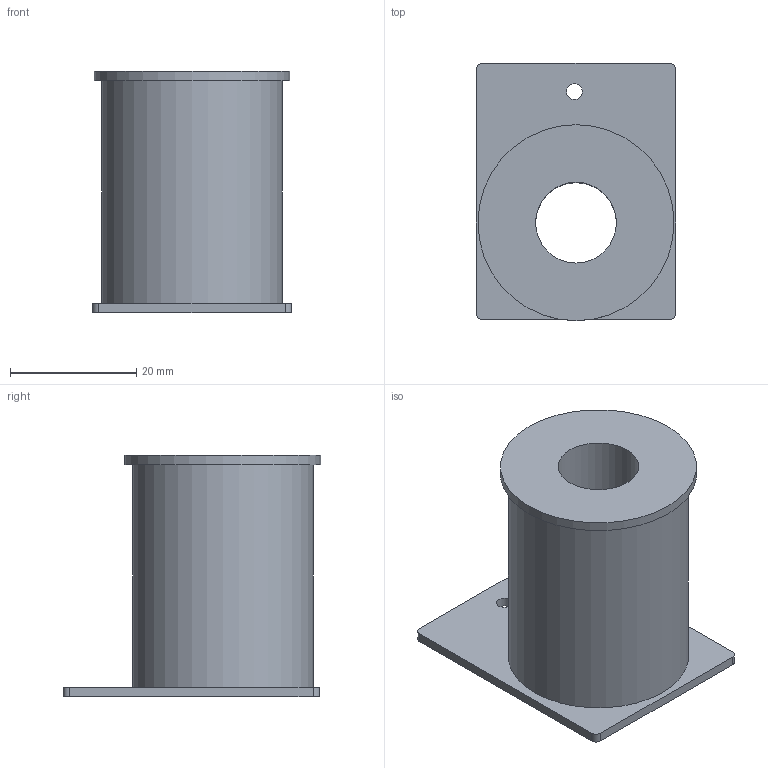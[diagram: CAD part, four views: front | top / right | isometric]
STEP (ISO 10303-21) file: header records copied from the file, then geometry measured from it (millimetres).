
FILE_DESCRIPTION(('HOOPS Exchange Step'),'2;1');
FILE_NAME('0cb4daa65f6a86aa31dcb5634ec80f2a20220123-1-1yz1nxq.SLDPRT.step','2022-01-23T18:15:05+00:00',('root'),('Unknown organisation'),'HOOPS Exchange 2021.0','HOOPS Exchange','Unknown authorisation');
FILE_SCHEMA( ('AUTOMOTIVE_DESIGN { 1 0 10303 214 1 1 1 1 }') );
Length unit declared in the file: millimetre
Products named in the file (2): Défaut; 0cb4daa65f6a86aa31dcb5634ec80f2a20220123-1-1yz1nxq
Assembly tree (1 placements, depth 2):
  0cb4daa65f6a86aa31dcb5634ec80f2a20220123-1-1yz1nxq
    Défaut
Bounding box: 31.5 x 40.78 x 38.2 mm (x, y, z)
Volume: 20712.4 mm3; surface area: 7577 mm2
Topology: 1 solids, 1 shells, 16 faces, 40 edges, 28 vertices
Faces by surface type: cylinder 8, plane 8
Full cylindrical faces by diameter (mm): 2.5 x1, 12.77 x1, 28.57 x1, 31 x1
Entity records: 559 total; most frequent: DIRECTION 98, CARTESIAN_POINT 87, ORIENTED_EDGE 80, EDGE_CURVE 40, AXIS2_PLACEMENT_3D 39, VERTEX_POINT 28, EDGE_LOOP 22, FACE_BOUND 22
